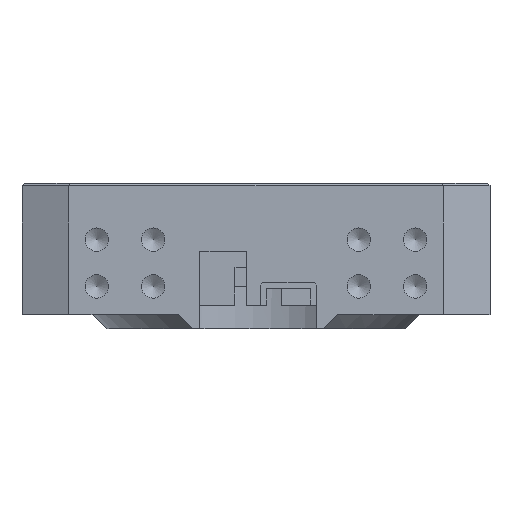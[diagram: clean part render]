
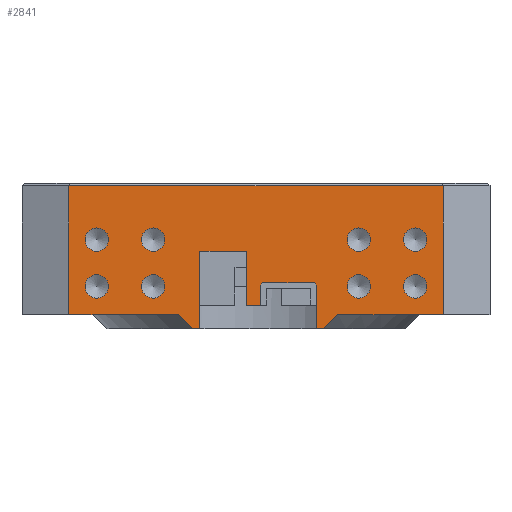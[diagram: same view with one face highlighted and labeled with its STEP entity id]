
A CAD part, front view. The second image highlights one B-rep face of the part: STEP entity #2841.
In plain terms, the highlighted planar face has unit normal (0, -1, 0).
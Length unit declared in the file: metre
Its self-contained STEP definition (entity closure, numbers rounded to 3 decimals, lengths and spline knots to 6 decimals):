
#91=LINE('',#4162,#383);
#92=LINE('',#4165,#384);
#93=LINE('',#4167,#385);
#94=LINE('',#4169,#386);
#95=LINE('',#4171,#387);
#96=LINE('',#4173,#388);
#97=LINE('',#4175,#389);
#98=LINE('',#4177,#390);
#99=LINE('',#4179,#391);
#100=LINE('',#4181,#392);
#101=LINE('',#4183,#393);
#102=LINE('',#4185,#394);
#103=LINE('',#4187,#395);
#104=LINE('',#4189,#396);
#105=LINE('',#4191,#397);
#106=LINE('',#4193,#398);
#107=LINE('',#4195,#399);
#108=LINE('',#4197,#400);
#383=VECTOR('',#3320,1.);
#384=VECTOR('',#3321,1.);
#385=VECTOR('',#3322,1.);
#386=VECTOR('',#3323,1.);
#387=VECTOR('',#3324,1.);
#388=VECTOR('',#3325,1.);
#389=VECTOR('',#3326,1.);
#390=VECTOR('',#3327,1.);
#391=VECTOR('',#3328,1.);
#392=VECTOR('',#3329,1.);
#393=VECTOR('',#3330,1.);
#394=VECTOR('',#3331,1.);
#395=VECTOR('',#3332,1.);
#396=VECTOR('',#3333,1.);
#397=VECTOR('',#3334,1.);
#398=VECTOR('',#3335,1.);
#399=VECTOR('',#3336,1.);
#400=VECTOR('',#3337,1.);
#675=ORIENTED_EDGE('',*,*,#1471,.T.);
#676=ORIENTED_EDGE('',*,*,#1472,.T.);
#677=ORIENTED_EDGE('',*,*,#1473,.T.);
#678=ORIENTED_EDGE('',*,*,#1474,.T.);
#679=ORIENTED_EDGE('',*,*,#1475,.T.);
#680=ORIENTED_EDGE('',*,*,#1476,.T.);
#681=ORIENTED_EDGE('',*,*,#1477,.T.);
#682=ORIENTED_EDGE('',*,*,#1478,.T.);
#683=ORIENTED_EDGE('',*,*,#1479,.T.);
#684=ORIENTED_EDGE('',*,*,#1480,.T.);
#685=ORIENTED_EDGE('',*,*,#1481,.F.);
#686=ORIENTED_EDGE('',*,*,#1482,.T.);
#687=ORIENTED_EDGE('',*,*,#1483,.T.);
#688=ORIENTED_EDGE('',*,*,#1484,.F.);
#689=ORIENTED_EDGE('',*,*,#1485,.F.);
#690=ORIENTED_EDGE('',*,*,#1486,.F.);
#691=ORIENTED_EDGE('',*,*,#1487,.T.);
#692=ORIENTED_EDGE('',*,*,#1488,.F.);
#693=ORIENTED_EDGE('',*,*,#1489,.T.);
#694=ORIENTED_EDGE('',*,*,#1490,.T.);
#695=ORIENTED_EDGE('',*,*,#1491,.F.);
#696=ORIENTED_EDGE('',*,*,#1492,.T.);
#697=ORIENTED_EDGE('',*,*,#1493,.T.);
#698=ORIENTED_EDGE('',*,*,#1494,.F.);
#699=ORIENTED_EDGE('',*,*,#1495,.T.);
#700=ORIENTED_EDGE('',*,*,#1496,.T.);
#1471=EDGE_CURVE('',#1869,#1869,#2151,.T.);
#1472=EDGE_CURVE('',#1870,#1870,#2152,.T.);
#1473=EDGE_CURVE('',#1871,#1871,#2153,.T.);
#1474=EDGE_CURVE('',#1872,#1872,#2154,.T.);
#1475=EDGE_CURVE('',#1873,#1873,#2155,.T.);
#1476=EDGE_CURVE('',#1874,#1874,#2156,.T.);
#1477=EDGE_CURVE('',#1875,#1875,#2157,.T.);
#1478=EDGE_CURVE('',#1876,#1876,#2158,.T.);
#1479=EDGE_CURVE('',#1877,#1878,#91,.T.);
#1480=EDGE_CURVE('',#1878,#1879,#92,.T.);
#1481=EDGE_CURVE('',#1880,#1879,#93,.T.);
#1482=EDGE_CURVE('',#1880,#1881,#94,.T.);
#1483=EDGE_CURVE('',#1881,#1882,#95,.T.);
#1484=EDGE_CURVE('',#1883,#1882,#96,.T.);
#1485=EDGE_CURVE('',#1884,#1883,#97,.T.);
#1486=EDGE_CURVE('',#1885,#1884,#98,.T.);
#1487=EDGE_CURVE('',#1885,#1886,#99,.T.);
#1488=EDGE_CURVE('',#1887,#1886,#100,.T.);
#1489=EDGE_CURVE('',#1887,#1888,#101,.T.);
#1490=EDGE_CURVE('',#1888,#1889,#102,.T.);
#1491=EDGE_CURVE('',#1890,#1889,#103,.T.);
#1492=EDGE_CURVE('',#1890,#1891,#104,.F.);
#1493=EDGE_CURVE('',#1891,#1892,#105,.T.);
#1494=EDGE_CURVE('',#1893,#1892,#106,.T.);
#1495=EDGE_CURVE('',#1893,#1894,#107,.T.);
#1496=EDGE_CURVE('',#1894,#1877,#108,.T.);
#1869=VERTEX_POINT('',#4147);
#1870=VERTEX_POINT('',#4149);
#1871=VERTEX_POINT('',#4151);
#1872=VERTEX_POINT('',#4153);
#1873=VERTEX_POINT('',#4155);
#1874=VERTEX_POINT('',#4157);
#1875=VERTEX_POINT('',#4159);
#1876=VERTEX_POINT('',#4161);
#1877=VERTEX_POINT('',#4163);
#1878=VERTEX_POINT('',#4164);
#1879=VERTEX_POINT('',#4166);
#1880=VERTEX_POINT('',#4168);
#1881=VERTEX_POINT('',#4170);
#1882=VERTEX_POINT('',#4172);
#1883=VERTEX_POINT('',#4174);
#1884=VERTEX_POINT('',#4176);
#1885=VERTEX_POINT('',#4178);
#1886=VERTEX_POINT('',#4180);
#1887=VERTEX_POINT('',#4182);
#1888=VERTEX_POINT('',#4184);
#1889=VERTEX_POINT('',#4186);
#1890=VERTEX_POINT('',#4188);
#1891=VERTEX_POINT('',#4190);
#1892=VERTEX_POINT('',#4192);
#1893=VERTEX_POINT('',#4194);
#1894=VERTEX_POINT('',#4196);
#2151=CIRCLE('',#3026,0.0025);
#2152=CIRCLE('',#3027,0.0025);
#2153=CIRCLE('',#3028,0.0025);
#2154=CIRCLE('',#3029,0.0025);
#2155=CIRCLE('',#3030,0.0025);
#2156=CIRCLE('',#3031,0.0025);
#2157=CIRCLE('',#3032,0.0025);
#2158=CIRCLE('',#3033,0.0025);
#2245=EDGE_LOOP('',(#675));
#2246=EDGE_LOOP('',(#676));
#2247=EDGE_LOOP('',(#677));
#2248=EDGE_LOOP('',(#678));
#2249=EDGE_LOOP('',(#679));
#2250=EDGE_LOOP('',(#680));
#2251=EDGE_LOOP('',(#681));
#2252=EDGE_LOOP('',(#682));
#2253=EDGE_LOOP('',(#683,#684,#685,#686,#687,#688,#689,#690,#691,#692,#693,
#694,#695,#696,#697,#698,#699,#700));
#2481=FACE_BOUND('',#2245,.T.);
#2482=FACE_BOUND('',#2246,.T.);
#2483=FACE_BOUND('',#2247,.T.);
#2484=FACE_BOUND('',#2248,.T.);
#2485=FACE_BOUND('',#2249,.T.);
#2486=FACE_BOUND('',#2250,.T.);
#2487=FACE_BOUND('',#2251,.T.);
#2488=FACE_BOUND('',#2252,.T.);
#2489=FACE_BOUND('',#2253,.T.);
#2727=PLANE('',#3025);
#2841=ADVANCED_FACE('',(#2481,#2482,#2483,#2484,#2485,#2486,#2487,#2488,
#2489),#2727,.T.);
#3025=AXIS2_PLACEMENT_3D('',#4145,#3302,#3303);
#3026=AXIS2_PLACEMENT_3D('',#4146,#3304,#3305);
#3027=AXIS2_PLACEMENT_3D('',#4148,#3306,#3307);
#3028=AXIS2_PLACEMENT_3D('',#4150,#3308,#3309);
#3029=AXIS2_PLACEMENT_3D('',#4152,#3310,#3311);
#3030=AXIS2_PLACEMENT_3D('',#4154,#3312,#3313);
#3031=AXIS2_PLACEMENT_3D('',#4156,#3314,#3315);
#3032=AXIS2_PLACEMENT_3D('',#4158,#3316,#3317);
#3033=AXIS2_PLACEMENT_3D('',#4160,#3318,#3319);
#3302=DIRECTION('',(0.,-1.,0.));
#3303=DIRECTION('',(0.,0.,-1.));
#3304=DIRECTION('',(0.,1.,0.));
#3305=DIRECTION('',(0.,0.,1.));
#3306=DIRECTION('',(0.,1.,0.));
#3307=DIRECTION('',(0.,0.,1.));
#3308=DIRECTION('',(0.,1.,0.));
#3309=DIRECTION('',(0.,0.,1.));
#3310=DIRECTION('',(0.,1.,0.));
#3311=DIRECTION('',(0.,0.,1.));
#3312=DIRECTION('',(0.,1.,0.));
#3313=DIRECTION('',(0.,0.,1.));
#3314=DIRECTION('',(0.,1.,0.));
#3315=DIRECTION('',(0.,0.,1.));
#3316=DIRECTION('',(0.,1.,0.));
#3317=DIRECTION('',(0.,0.,1.));
#3318=DIRECTION('',(0.,1.,0.));
#3319=DIRECTION('',(0.,0.,1.));
#3320=DIRECTION('',(0.,0.,1.));
#3321=DIRECTION('',(-1.,0.,0.));
#3322=DIRECTION('',(0.,0.,1.));
#3323=DIRECTION('',(1.,0.,0.));
#3324=DIRECTION('',(0.707,0.,-0.707));
#3325=DIRECTION('',(-1.,0.,0.));
#3326=DIRECTION('',(0.,0.,-1.));
#3327=DIRECTION('',(-1.,0.,0.));
#3328=DIRECTION('',(0.,0.,-1.));
#3329=DIRECTION('',(-1.,0.,0.));
#3330=DIRECTION('',(0.,0.,1.));
#3331=DIRECTION('',(0.707,0.,0.707));
#3332=DIRECTION('',(-1.,0.,0.));
#3333=DIRECTION('',(-0.707,0.,0.707));
#3334=DIRECTION('',(0.,0.,-1.));
#3335=DIRECTION('',(-1.,0.,0.));
#3336=DIRECTION('',(0.707,0.,0.707));
#3337=DIRECTION('',(1.,0.,0.));
#4145=CARTESIAN_POINT('',(0.05,-0.05,0.0155));
#4146=CARTESIAN_POINT('',(-0.022,-0.05,0.019));
#4147=CARTESIAN_POINT('',(-0.022,-0.05,0.0215));
#4148=CARTESIAN_POINT('',(0.022,-0.05,0.019));
#4149=CARTESIAN_POINT('',(0.022,-0.05,0.0215));
#4150=CARTESIAN_POINT('',(0.034,-0.05,0.019));
#4151=CARTESIAN_POINT('',(0.034,-0.05,0.0215));
#4152=CARTESIAN_POINT('',(0.034,-0.05,0.009));
#4153=CARTESIAN_POINT('',(0.034,-0.05,0.0115));
#4154=CARTESIAN_POINT('',(0.022,-0.05,0.009));
#4155=CARTESIAN_POINT('',(0.022,-0.05,0.0115));
#4156=CARTESIAN_POINT('',(-0.022,-0.05,0.009));
#4157=CARTESIAN_POINT('',(-0.022,-0.05,0.0115));
#4158=CARTESIAN_POINT('',(-0.034,-0.05,0.009));
#4159=CARTESIAN_POINT('',(-0.034,-0.05,0.0115));
#4160=CARTESIAN_POINT('',(-0.034,-0.05,0.019));
#4161=CARTESIAN_POINT('',(-0.034,-0.05,0.0215));
#4162=CARTESIAN_POINT('',(0.04,-0.05,-0.163589));
#4163=CARTESIAN_POINT('',(0.04,-0.05,0.003));
#4164=CARTESIAN_POINT('',(0.04,-0.05,0.0305));
#4165=CARTESIAN_POINT('',(0.05,-0.05,0.0305));
#4166=CARTESIAN_POINT('',(-0.04,-0.05,0.0305));
#4167=CARTESIAN_POINT('',(-0.04,-0.05,-0.163589));
#4168=CARTESIAN_POINT('',(-0.04,-0.05,0.003));
#4169=CARTESIAN_POINT('',(0.05,-0.05,0.003));
#4170=CARTESIAN_POINT('',(-0.0165,-0.05,0.003));
#4171=CARTESIAN_POINT('',(0.0105,-0.05,-0.024));
#4172=CARTESIAN_POINT('',(-0.0135,-0.05,0.));
#4173=CARTESIAN_POINT('',(0.05,-0.05,0.));
#4174=CARTESIAN_POINT('',(-0.012,-0.05,0.));
#4175=CARTESIAN_POINT('',(-0.012,-0.05,0.005));
#4176=CARTESIAN_POINT('',(-0.012,-0.05,0.0165));
#4177=CARTESIAN_POINT('',(0.05,-0.05,0.0165));
#4178=CARTESIAN_POINT('',(-0.002,-0.05,0.0165));
#4179=CARTESIAN_POINT('',(-0.002,-0.05,0.0165));
#4180=CARTESIAN_POINT('',(-0.002,-0.05,0.005));
#4181=CARTESIAN_POINT('',(0.05,-0.05,0.005));
#4182=CARTESIAN_POINT('',(0.0009,-0.05,0.005));
#4183=CARTESIAN_POINT('',(0.0009,-0.05,0.0074));
#4184=CARTESIAN_POINT('',(0.0009,-0.05,0.0093));
#4185=CARTESIAN_POINT('',(0.0009,-0.05,0.0093));
#4186=CARTESIAN_POINT('',(0.0014,-0.05,0.0098));
#4187=CARTESIAN_POINT('',(0.00695,-0.05,0.0098));
#4188=CARTESIAN_POINT('',(0.0125,-0.05,0.0098));
#4189=CARTESIAN_POINT('',(0.0125,-0.05,0.0098));
#4190=CARTESIAN_POINT('',(0.013,-0.05,0.0093));
#4191=CARTESIAN_POINT('',(0.013,-0.05,0.005));
#4192=CARTESIAN_POINT('',(0.013,-0.05,0.));
#4193=CARTESIAN_POINT('',(0.05,-0.05,0.));
#4194=CARTESIAN_POINT('',(0.0145,-0.05,0.));
#4195=CARTESIAN_POINT('',(0.04,-0.05,0.0255));
#4196=CARTESIAN_POINT('',(0.0175,-0.05,0.003));
#4197=CARTESIAN_POINT('',(0.05,-0.05,0.003));
